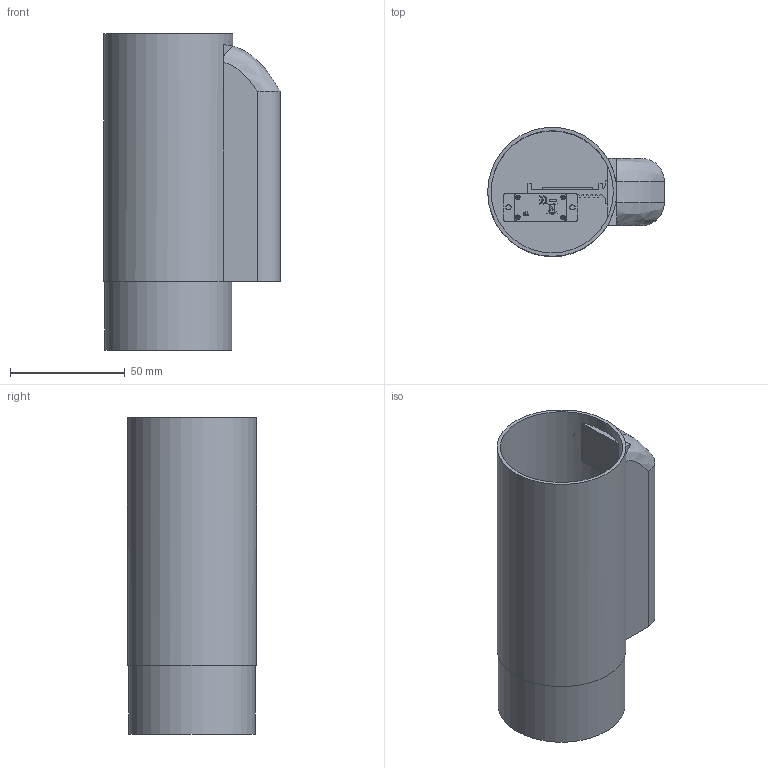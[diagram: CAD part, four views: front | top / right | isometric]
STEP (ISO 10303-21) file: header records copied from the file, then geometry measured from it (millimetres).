
FILE_DESCRIPTION(/* description */ ('STEP AP242','CAx-IF Rec.Pracs.---Representation and Presentation of Product Manufacturing Information (PMI)---4.0---2014-10-13','CAx-IF Rec.Pracs.---3D Tessellated Geometry---0.4---2014-09-14','2;1'),/* implementation_level */ '2;1');
FILE_NAME(/* name */ '66cd16bae456922c9dc909f7',/* time_stamp */ '2024-08-26T23:58:51Z',/* author */ (''),/* organization */ (''),/* preprocessor_version */ 'ST-DEVELOPER v20',/* originating_system */ ' ',/* authorisation */ ' ');
FILE_SCHEMA (('AP242_MANAGED_MODEL_BASED_3D_ENGINEERING_MIM_LF { 1 0 10303 442 1 1 4 }'));
Length unit declared in the file: metre
Products named in the file (9): Assembly 1; Part 1; Part 2; Part 3; Gear
Assembly tree (8 placements, depth 2):
  Assembly 1
    Part 1
    Part 2
    Part 2
    Part 1
    Part 3
    Gear
    Part 1
    Part 2
Bounding box: 77 x 56.3 x 138 mm (x, y, z)
Volume: 92878.5 mm3; surface area: 72913.4 mm2
Topology: 8 solids, 8 shells, 888 faces, 2972 edges, 2223 vertices
Faces by surface type: plane 589, cylinder 205, bspline 66, torus 25, sphere 2, cone 1
Full cylindrical faces by diameter (mm): 0.2 x1, 0.5 x1, 1.6 x2, 1.7 x4, 1.8 x4, 2 x4, 5 x5, 6 x2, 52.3 x1, 53.3 x1, 55.3 x1, 56.3 x1
Entity records: 41909 total; most frequent: CARTESIAN_POINT 15176, ORIENTED_EDGE 5852, DIRECTION 4652, EDGE_CURVE 2926, VERTEX_POINT 2209, LINE 1772, VECTOR 1772, AXIS2_PLACEMENT_3D 1440
